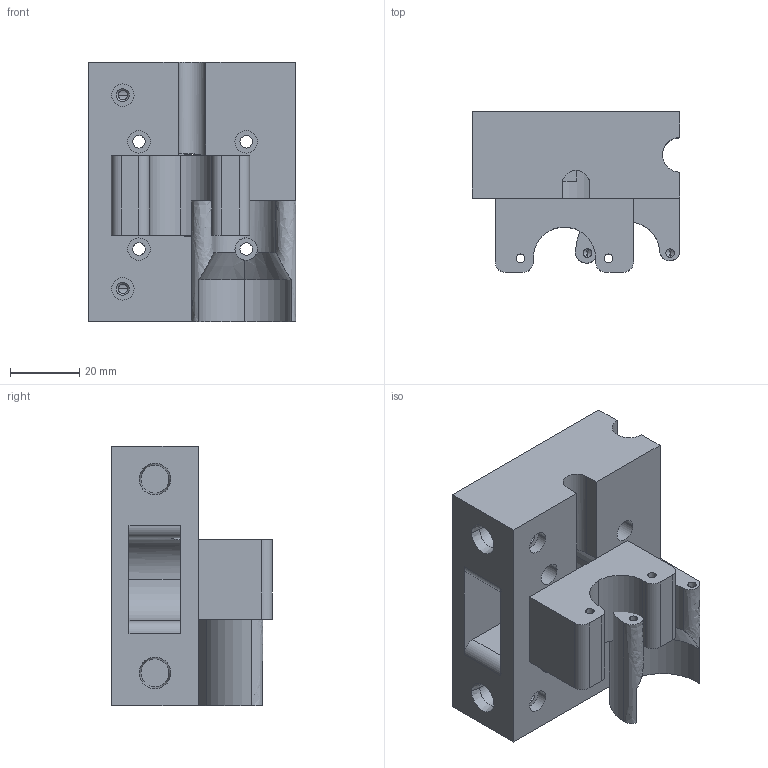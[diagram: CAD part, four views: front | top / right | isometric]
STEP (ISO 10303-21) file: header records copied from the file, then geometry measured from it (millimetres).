
FILE_DESCRIPTION (( 'STEP AP203' ), '1' );
FILE_NAME ('2Z bearing holder left body.STEP', '2018-01-07T21:32:02', ( '' ), ( '' ), 'SwSTEP 2.0', 'SolidWorks 2017', '' );
FILE_SCHEMA (( 'CONFIG_CONTROL_DESIGN' ));
Length unit declared in the file: millimetre
Products named in the file (1): 2Z bearing holder left body
Bounding box: 60 x 46.41 x 75 mm (x, y, z)
Volume: 104196.5 mm3; surface area: 29708 mm2
Topology: 2 solids, 2 shells, 126 faces, 331 edges, 205 vertices
Faces by surface type: cylinder 65, plane 36, cone 23, bspline 2
Entity records: 4219 total; most frequent: CARTESIAN_POINT 1004, DIRECTION 682, ORIENTED_EDGE 634, EDGE_CURVE 317, AXIS2_PLACEMENT_3D 263, VERTEX_POINT 205, VECTOR 156, EDGE_LOOP 156
